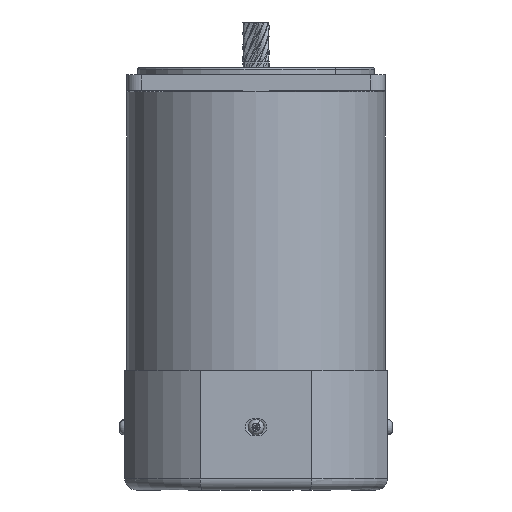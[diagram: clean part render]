
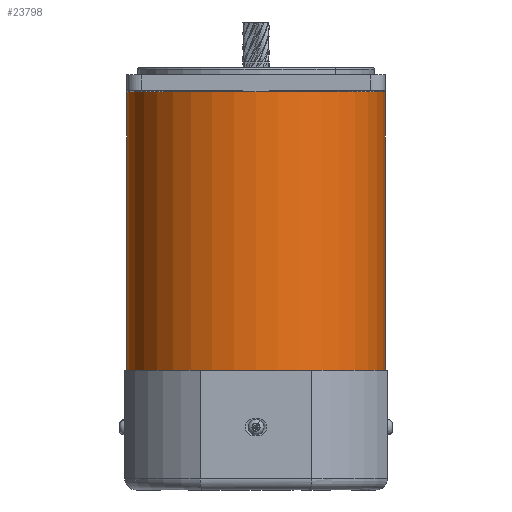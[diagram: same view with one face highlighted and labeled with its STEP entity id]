
A CAD part, front view. The second image highlights one B-rep face of the part: STEP entity #23798.
In plain terms, the highlighted cylindrical face has radius 45.25 mm (diameter 90.5 mm), a partial arc.
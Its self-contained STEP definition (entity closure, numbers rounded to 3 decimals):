
#6525 = CARTESIAN_POINT ( 'NONE',  ( 0., 11.5, 45.25 ) ) ;
#23280 = VERTEX_POINT ( 'NONE', #35153 ) ;
#23435 = EDGE_CURVE ( 'NONE', #23442, #23280, #35490, .T. ) ;
#23442 = VERTEX_POINT ( 'NONE', #35478 ) ;
#23453 = EDGE_CURVE ( 'NONE', #23514, #26126, #35539, .T. ) ;
#23514 = VERTEX_POINT ( 'NONE', #35696 ) ;
#23737 = EDGE_LOOP ( 'NONE', ( #23800, #23809, #23797, #23801, #23785 ) ) ;
#23765 = EDGE_CURVE ( 'NONE', #23514, #23796, #36445, .T. ) ;
#23785 = ORIENTED_EDGE ( 'NONE', *, *, #23805, .F. ) ;
#23796 = VERTEX_POINT ( 'NONE', #36465 ) ;
#23797 = ORIENTED_EDGE ( 'NONE', *, *, #23802, .T. ) ;
#23798 = ADVANCED_FACE ( 'NONE', ( #36505 ), #36490, .T. ) ;
#23800 = ORIENTED_EDGE ( 'NONE', *, *, #23453, .F. ) ;
#23801 = ORIENTED_EDGE ( 'NONE', *, *, #23435, .T. ) ;
#23802 = EDGE_CURVE ( 'NONE', #23796, #23442, #36494, .T. ) ;
#23805 = EDGE_CURVE ( 'NONE', #26126, #23280, #36484, .T. ) ;
#23809 = ORIENTED_EDGE ( 'NONE', *, *, #23765, .T. ) ;
#26126 = VERTEX_POINT ( 'NONE', #6525 ) ;
#35153 = CARTESIAN_POINT ( 'NONE',  ( 0., 11.5, -45.25 ) ) ;
#35478 = CARTESIAN_POINT ( 'NONE',  ( 0., 123.5, -45.25 ) ) ;
#35481 = DIRECTION ( 'NONE',  ( 0., -1., 0. ) ) ;
#35482 = VECTOR ( 'NONE', #35481, 1000. ) ;
#35486 = CARTESIAN_POINT ( 'NONE',  ( 0., -6.603, -45.25 ) ) ;
#35490 = LINE ( 'NONE', #35486, #35482 ) ;
#35526 = VECTOR ( 'NONE', #35537, 1000. ) ;
#35537 = DIRECTION ( 'NONE',  ( 0., -1., 0. ) ) ;
#35538 = CARTESIAN_POINT ( 'NONE',  ( 0., -6.603, 45.25 ) ) ;
#35539 = LINE ( 'NONE', #35538, #35526 ) ;
#35696 = CARTESIAN_POINT ( 'NONE',  ( 0., 123.5, 45.25 ) ) ;
#36414 = AXIS2_PLACEMENT_3D ( 'NONE', #36423, #36479, #36478 ) ;
#36423 = CARTESIAN_POINT ( 'NONE',  ( 0., 123.5, 0. ) ) ;
#36445 = CIRCLE ( 'NONE', #36414, 45.25 ) ;
#36465 = CARTESIAN_POINT ( 'NONE',  ( -45.25, 123.5, 0. ) ) ;
#36478 = DIRECTION ( 'NONE',  ( 0., 0., 1. ) ) ;
#36479 = DIRECTION ( 'NONE',  ( 0., -1., 0. ) ) ;
#36480 = DIRECTION ( 'NONE',  ( 0., 0., 1. ) ) ;
#36481 = DIRECTION ( 'NONE',  ( 0., -1., 0. ) ) ;
#36482 = CARTESIAN_POINT ( 'NONE',  ( 0., 123.5, 0. ) ) ;
#36483 = AXIS2_PLACEMENT_3D ( 'NONE', #36482, #36481, #36480 ) ;
#36484 = CIRCLE ( 'NONE', #36538, 45.25 ) ;
#36487 = DIRECTION ( 'NONE',  ( 0., 0., -1. ) ) ;
#36488 = DIRECTION ( 'NONE',  ( 0., -1., 0. ) ) ;
#36489 = AXIS2_PLACEMENT_3D ( 'NONE', #36492, #36488, #36487 ) ;
#36490 = CYLINDRICAL_SURFACE ( 'NONE', #36489, 45.25 ) ;
#36492 = CARTESIAN_POINT ( 'NONE',  ( 0., -6.603, 0. ) ) ;
#36494 = CIRCLE ( 'NONE', #36483, 45.25 ) ;
#36505 = FACE_OUTER_BOUND ( 'NONE', #23737, .T. ) ;
#36532 = DIRECTION ( 'NONE',  ( 0., 0., -1. ) ) ;
#36533 = DIRECTION ( 'NONE',  ( 0., -1., 0. ) ) ;
#36534 = CARTESIAN_POINT ( 'NONE',  ( 0., 11.5, 0. ) ) ;
#36538 = AXIS2_PLACEMENT_3D ( 'NONE', #36534, #36533, #36532 ) ;
